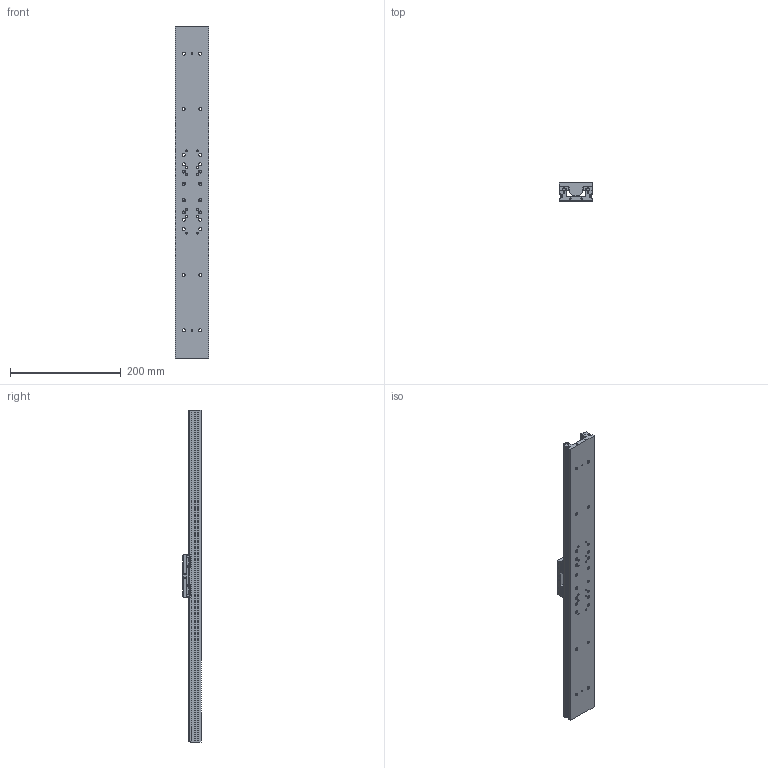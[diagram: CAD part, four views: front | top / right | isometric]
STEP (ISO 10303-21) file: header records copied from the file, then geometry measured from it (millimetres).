
FILE_DESCRIPTION (( 'STEP AP203' ), '1' );
FILE_NAME ('LAHP-33TM510SF.step', '2021-01-12T20:06:52', ( '' ), ( '' ), 'SwSTEP 2.0', 'SolidWorks 2019', '' );
FILE_SCHEMA (( 'CONFIG_CONTROL_DESIGN' ));
Length unit declared in the file: inch
Products named in the file (3): LAHP-33TM510SF_CARRIAGE; LAHP-33TM510SF; LAHP-33TM510SF_BASE
Assembly tree (2 placements, depth 2):
  LAHP-33TM510SF
    LAHP-33TM510SF_BASE
    LAHP-33TM510SF_CARRIAGE
Bounding box: 60 x 33 x 600 mm (x, y, z)
Volume: 484352.8 mm3; surface area: 173934 mm2
Topology: 2 solids, 158 shells, 3810 faces, 9015 edges, 5452 vertices
Faces by surface type: plane 1767, cylinder 1155, cone 728, bspline 160
Entity records: 114326 total; most frequent: CARTESIAN_POINT 26012, DIRECTION 19437, ORIENTED_EDGE 17278, EDGE_CURVE 8639, AXIS2_PLACEMENT_3D 7345, VERTEX_POINT 5452, VECTOR 4747, LINE 4747
